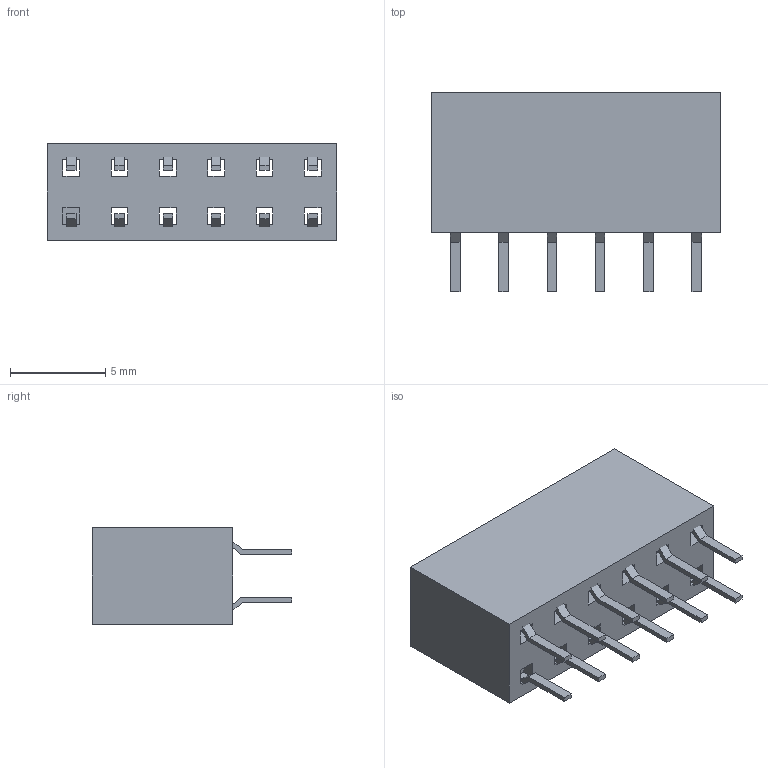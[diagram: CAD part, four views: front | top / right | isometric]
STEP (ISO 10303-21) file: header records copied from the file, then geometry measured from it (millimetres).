
FILE_DESCRIPTION( ( 'STEP AP214' ), '1' );
FILE_NAME( 'BCS-106-L-D-TE-012.stp', '2018-08-28T06:38:59', ( '' ), ( '' ), ' ', 'PARTsolutions', ' ' );
FILE_SCHEMA( ( 'AUTOMOTIVE_DESIGN { 1 0 10303 214 1 1 1 1 }' ) );
Length unit declared in the file: inch
Products named in the file (3): BCS-106-L-D-TE-012; _BCS-106-D-TE-12_socket; _C-95-01-06-D-TE-12
Assembly tree (2 placements, depth 2):
  BCS-106-L-D-TE-012
    _BCS-106-D-TE-12_socket
    _C-95-01-06-D-TE-12
Bounding box: 15.24 x 10.46 x 5.08 mm (x, y, z)
Surface area: 1469.5 mm2
Topology: 2 solids, 2 shells, 294 faces, 852 edges, 552 vertices
Faces by surface type: plane 294
Entity records: 11910 total; most frequent: ORIENTED_EDGE 1704, CARTESIAN_POINT 1701, DIRECTION 1446, EDGE_CURVE 852, LINE 852, VECTOR 852, VERTEX_POINT 552, EDGE_LOOP 330
